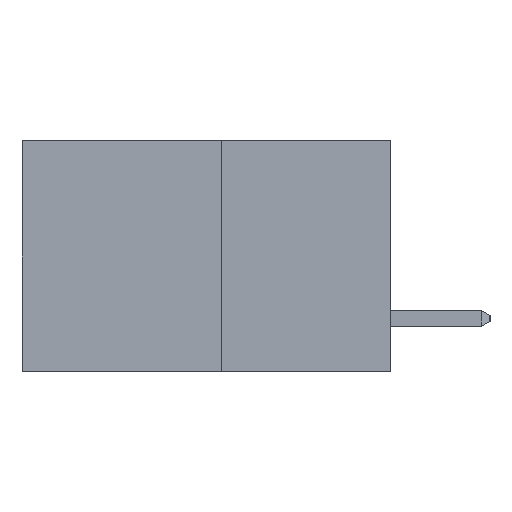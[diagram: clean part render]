
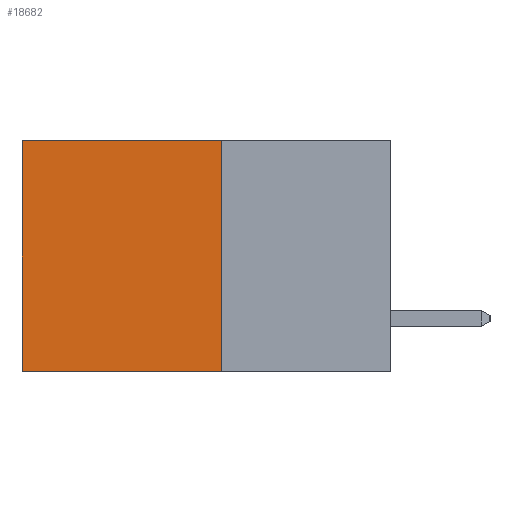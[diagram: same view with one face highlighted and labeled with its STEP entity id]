
A CAD part, left-side view. The second image highlights one B-rep face of the part: STEP entity #18682.
In plain terms, the highlighted planar face has unit normal (-1, 0, 0).
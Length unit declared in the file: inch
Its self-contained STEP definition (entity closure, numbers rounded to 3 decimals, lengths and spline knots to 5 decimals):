
#124 = EDGE_CURVE ( 'NONE', #11033, #15410, #6396, .T. ) ;
#183 = EDGE_LOOP ( 'NONE', ( #12505, #11317, #21951, #4015 ) ) ;
#613 = CARTESIAN_POINT ( 'NONE',  ( 0.277, 0.27, -0.37 ) ) ;
#743 = DIRECTION ( 'NONE',  ( 0., 1., 0. ) ) ;
#794 = DIRECTION ( 'NONE',  ( 0., 0., -1. ) ) ;
#1283 = CARTESIAN_POINT ( 'NONE',  ( 0.277, 0.59, 0. ) ) ;
#2557 = EDGE_CURVE ( 'NONE', #11648, #5017, #7928, .T. ) ;
#2842 = DIRECTION ( 'NONE',  ( 0., 0., -1. ) ) ;
#2953 = CARTESIAN_POINT ( 'NONE',  ( 0.277, 0.59, -0.37 ) ) ;
#4015 = ORIENTED_EDGE ( 'NONE', *, *, #14679, .T. ) ;
#4234 = CARTESIAN_POINT ( 'NONE',  ( 0.277, 0.27, 0. ) ) ;
#5017 = VERTEX_POINT ( 'NONE', #6183 ) ;
#5686 = PLANE ( 'NONE',  #18047 ) ;
#6038 = CARTESIAN_POINT ( 'NONE',  ( 0.277, 0.27, -0.37 ) ) ;
#6183 = CARTESIAN_POINT ( 'NONE',  ( 0.277, 0.59, -0.37 ) ) ;
#6185 = CARTESIAN_POINT ( 'NONE',  ( 0.277, 0.27, -0.37 ) ) ;
#6396 = LINE ( 'NONE', #613, #15601 ) ;
#6655 = CARTESIAN_POINT ( 'NONE',  ( 0.277, 0.27, 0. ) ) ;
#7401 = DIRECTION ( 'NONE',  ( 1., 0., 0. ) ) ;
#7872 = LINE ( 'NONE', #4234, #20566 ) ;
#7928 = LINE ( 'NONE', #2953, #16652 ) ;
#9725 = VECTOR ( 'NONE', #18326, 39.37008 ) ;
#9781 = EDGE_CURVE ( 'NONE', #15410, #5017, #14402, .T. ) ;
#11033 = VERTEX_POINT ( 'NONE', #6655 ) ;
#11317 = ORIENTED_EDGE ( 'NONE', *, *, #9781, .F. ) ;
#11648 = VERTEX_POINT ( 'NONE', #1283 ) ;
#12505 = ORIENTED_EDGE ( 'NONE', *, *, #2557, .T. ) ;
#12534 = CARTESIAN_POINT ( 'NONE',  ( 0.277, 0.27, -0.37 ) ) ;
#14402 = LINE ( 'NONE', #6185, #9725 ) ;
#14679 = EDGE_CURVE ( 'NONE', #11033, #11648, #7872, .T. ) ;
#15410 = VERTEX_POINT ( 'NONE', #6038 ) ;
#15601 = VECTOR ( 'NONE', #794, 39.37008 ) ;
#16652 = VECTOR ( 'NONE', #2842, 39.37008 ) ;
#18047 = AXIS2_PLACEMENT_3D ( 'NONE', #12534, #7401, #19456 ) ;
#18326 = DIRECTION ( 'NONE',  ( 0., 1., 0. ) ) ;
#18682 = ADVANCED_FACE ( 'NONE', ( #21552 ), #5686, .F. ) ;
#19456 = DIRECTION ( 'NONE',  ( 0., 0., -1. ) ) ;
#20566 = VECTOR ( 'NONE', #743, 39.37008 ) ;
#21552 = FACE_OUTER_BOUND ( 'NONE', #183, .T. ) ;
#21951 = ORIENTED_EDGE ( 'NONE', *, *, #124, .F. ) ;
